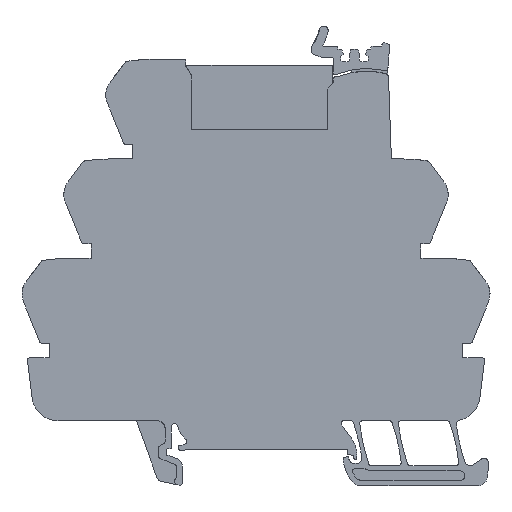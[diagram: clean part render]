
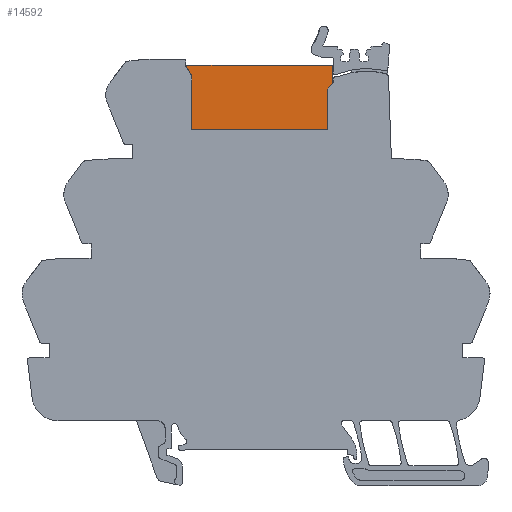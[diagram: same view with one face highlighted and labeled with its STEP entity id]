
A CAD part, left-side view. The second image highlights one B-rep face of the part: STEP entity #14592.
In plain terms, the highlighted planar face has unit normal (-1, 0, 0).
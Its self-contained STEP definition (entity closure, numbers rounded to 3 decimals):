
#14574=AXIS2_PLACEMENT_3D('Plane Axis2P3D',#14571,#14572,#14573) ;
#9886=CARTESIAN_POINT('Vertex',(0.58,56.984,78.3)) ;
#9889=CARTESIAN_POINT('Line Origine',(0.58,57.431,79.075)) ;
#9893=CARTESIAN_POINT('Vertex',(0.58,57.879,79.85)) ;
#9914=CARTESIAN_POINT('Vertex',(0.58,56.984,68.)) ;
#9917=CARTESIAN_POINT('Line Origine',(0.58,56.984,73.15)) ;
#9939=CARTESIAN_POINT('Vertex',(0.58,30.984,68.)) ;
#9942=CARTESIAN_POINT('Line Origine',(0.58,43.984,68.)) ;
#9959=CARTESIAN_POINT('Vertex',(0.58,30.984,75.8)) ;
#9962=CARTESIAN_POINT('Line Origine',(0.58,30.984,71.9)) ;
#9986=CARTESIAN_POINT('Vertex',(0.58,30.079,76.879)) ;
#9989=CARTESIAN_POINT('Line Origine',(0.58,30.081,76.876)) ;
#9993=CARTESIAN_POINT('Vertex',(0.58,30.084,76.873)) ;
#9996=CARTESIAN_POINT('Line Origine',(0.58,30.534,76.336)) ;
#12839=CARTESIAN_POINT('Line Origine',(0.58,30.079,78.631)) ;
#12843=CARTESIAN_POINT('Vertex',(0.58,30.079,80.383)) ;
#12904=CARTESIAN_POINT('Line Origine',(0.58,57.879,80.116)) ;
#12908=CARTESIAN_POINT('Vertex',(0.58,57.879,80.383)) ;
#14571=CARTESIAN_POINT('Axis2P3D Location',(0.58,-0.474,-1.017)) ;
#14576=CARTESIAN_POINT('Line Origine',(0.58,43.979,80.383)) ;
#9890=DIRECTION('Vector Direction',(0.,-0.5,-0.866)) ;
#9918=DIRECTION('Vector Direction',(0.,0.,-1.)) ;
#9943=DIRECTION('Vector Direction',(0.,1.,0.)) ;
#9963=DIRECTION('Vector Direction',(0.,0.,1.)) ;
#9990=DIRECTION('Vector Direction',(0.,0.643,-0.766)) ;
#9997=DIRECTION('Vector Direction',(0.,0.643,-0.766)) ;
#12840=DIRECTION('Vector Direction',(0.,0.,-1.)) ;
#12905=DIRECTION('Vector Direction',(0.,0.,1.)) ;
#14572=DIRECTION('Axis2P3D Direction',(1.,0.,0.)) ;
#14573=DIRECTION('Axis2P3D XDirection',(0.,1.,0.)) ;
#14577=DIRECTION('Vector Direction',(0.,1.,0.)) ;
#9891=VECTOR('Line Direction',#9890,1.) ;
#9919=VECTOR('Line Direction',#9918,1.) ;
#9944=VECTOR('Line Direction',#9943,1.) ;
#9964=VECTOR('Line Direction',#9963,1.) ;
#9991=VECTOR('Line Direction',#9990,1.) ;
#9998=VECTOR('Line Direction',#9997,1.) ;
#12841=VECTOR('Line Direction',#12840,1.) ;
#12906=VECTOR('Line Direction',#12905,1.) ;
#14578=VECTOR('Line Direction',#14577,1.) ;
#14582=ORIENTED_EDGE('',*,*,#9895,.T.) ;
#14583=ORIENTED_EDGE('',*,*,#9921,.T.) ;
#14584=ORIENTED_EDGE('',*,*,#9946,.T.) ;
#14585=ORIENTED_EDGE('',*,*,#9966,.T.) ;
#14586=ORIENTED_EDGE('',*,*,#10000,.F.) ;
#14587=ORIENTED_EDGE('',*,*,#9995,.F.) ;
#14588=ORIENTED_EDGE('',*,*,#12845,.F.) ;
#14589=ORIENTED_EDGE('',*,*,#14580,.F.) ;
#14590=ORIENTED_EDGE('',*,*,#12910,.F.) ;
#14592=ADVANCED_FACE('SOCKEL',(#14591),#14575,.F.) ;
#9895=EDGE_CURVE('',#9894,#9887,#9892,.T.) ;
#9921=EDGE_CURVE('',#9887,#9915,#9920,.T.) ;
#9946=EDGE_CURVE('',#9915,#9940,#9945,.F.) ;
#9966=EDGE_CURVE('',#9940,#9960,#9965,.T.) ;
#9995=EDGE_CURVE('',#9987,#9994,#9992,.T.) ;
#10000=EDGE_CURVE('',#9994,#9960,#9999,.T.) ;
#12845=EDGE_CURVE('',#12844,#9987,#12842,.T.) ;
#12910=EDGE_CURVE('',#9894,#12909,#12907,.T.) ;
#14580=EDGE_CURVE('',#12909,#12844,#14579,.F.) ;
#14581=EDGE_LOOP('',(#14582,#14583,#14584,#14585,#14586,#14587,#14588,#14589,#14590)) ;
#14591=FACE_OUTER_BOUND('',#14581,.T.) ;
#9892=LINE('Line',#9889,#9891) ;
#9920=LINE('Line',#9917,#9919) ;
#9945=LINE('Line',#9942,#9944) ;
#9965=LINE('Line',#9962,#9964) ;
#9992=LINE('Line',#9989,#9991) ;
#9999=LINE('Line',#9996,#9998) ;
#12842=LINE('Line',#12839,#12841) ;
#12907=LINE('Line',#12904,#12906) ;
#14579=LINE('Line',#14576,#14578) ;
#14575=PLANE('',#14574) ;
#9887=VERTEX_POINT('',#9886) ;
#9894=VERTEX_POINT('',#9893) ;
#9915=VERTEX_POINT('',#9914) ;
#9940=VERTEX_POINT('',#9939) ;
#9960=VERTEX_POINT('',#9959) ;
#9987=VERTEX_POINT('',#9986) ;
#9994=VERTEX_POINT('',#9993) ;
#12844=VERTEX_POINT('',#12843) ;
#12909=VERTEX_POINT('',#12908) ;
